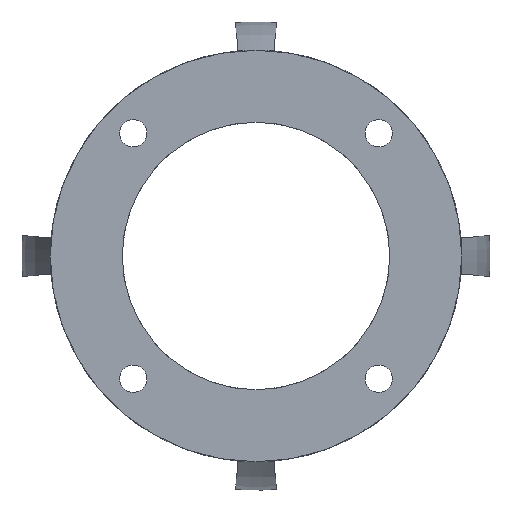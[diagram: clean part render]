
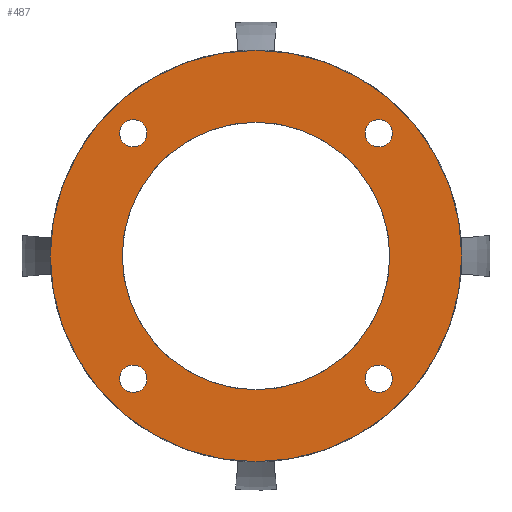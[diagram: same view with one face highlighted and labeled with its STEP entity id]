
A CAD part, front view. The second image highlights one B-rep face of the part: STEP entity #487.
In plain terms, the highlighted planar face has unit normal (0, -1, 0).
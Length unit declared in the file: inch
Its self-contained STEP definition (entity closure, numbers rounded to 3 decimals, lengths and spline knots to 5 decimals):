
#7 = VERTEX_POINT ( 'NONE', #17 ) ;
#12 = AXIS2_PLACEMENT_3D ( 'NONE', #21, #853, #1129 ) ;
#13 = CARTESIAN_POINT ( 'NONE',  ( -1.19324, 0., 1.32624 ) ) ;
#17 = CARTESIAN_POINT ( 'NONE',  ( -1.06024, 0., -1.19324 ) ) ;
#18 = AXIS2_PLACEMENT_3D ( 'NONE', #205, #770, #579 ) ;
#21 = CARTESIAN_POINT ( 'NONE',  ( 0., 0., 0. ) ) ;
#24 = DIRECTION ( 'NONE',  ( 0., 1., 0. ) ) ;
#61 = VERTEX_POINT ( 'NONE', #472 ) ;
#62 = EDGE_CURVE ( 'NONE', #1082, #449, #78, .T. ) ;
#63 = EDGE_CURVE ( 'NONE', #644, #514, #345, .T. ) ;
#78 = CIRCLE ( 'NONE', #862, 2. ) ;
#84 = EDGE_CURVE ( 'NONE', #506, #1077, #754, .T. ) ;
#88 = FACE_BOUND ( 'NONE', #611, .T. ) ;
#103 = EDGE_CURVE ( 'NONE', #514, #644, #443, .T. ) ;
#110 = DIRECTION ( 'NONE',  ( 0., 0., -1. ) ) ;
#123 = CARTESIAN_POINT ( 'NONE',  ( 1.32624, 0., 1.19324 ) ) ;
#124 = DIRECTION ( 'NONE',  ( 0., 1., 0. ) ) ;
#126 = CIRCLE ( 'NONE', #204, 0.133 ) ;
#128 = CARTESIAN_POINT ( 'NONE',  ( 0., 0., -2. ) ) ;
#147 = ORIENTED_EDGE ( 'NONE', *, *, #524, .T. ) ;
#153 = EDGE_CURVE ( 'NONE', #449, #1082, #228, .T. ) ;
#176 = FACE_BOUND ( 'NONE', #1109, .T. ) ;
#185 = CIRCLE ( 'NONE', #821, 0.133 ) ;
#200 = DIRECTION ( 'NONE',  ( 0., -1., 0. ) ) ;
#204 = AXIS2_PLACEMENT_3D ( 'NONE', #476, #124, #1134 ) ;
#205 = CARTESIAN_POINT ( 'NONE',  ( 1.19324, 0., 1.19324 ) ) ;
#210 = DIRECTION ( 'NONE',  ( 0., 1., 0. ) ) ;
#213 = DIRECTION ( 'NONE',  ( 0., -1., 0. ) ) ;
#228 = CIRCLE ( 'NONE', #350, 2. ) ;
#259 = CIRCLE ( 'NONE', #508, 0.133 ) ;
#270 = FACE_OUTER_BOUND ( 'NONE', #698, .T. ) ;
#281 = VERTEX_POINT ( 'NONE', #727 ) ;
#303 = DIRECTION ( 'NONE',  ( 0., 0., -1. ) ) ;
#321 = ORIENTED_EDGE ( 'NONE', *, *, #1016, .F. ) ;
#331 = CIRCLE ( 'NONE', #557, 0.133 ) ;
#345 = CIRCLE ( 'NONE', #18, 0.133 ) ;
#350 = AXIS2_PLACEMENT_3D ( 'NONE', #665, #1117, #840 ) ;
#373 = CARTESIAN_POINT ( 'NONE',  ( -1.32624, 0., -1.19324 ) ) ;
#417 = ORIENTED_EDGE ( 'NONE', *, *, #587, .F. ) ;
#418 = CARTESIAN_POINT ( 'NONE',  ( 0., 0., -1.3 ) ) ;
#425 = CARTESIAN_POINT ( 'NONE',  ( -1.3, 0., 0. ) ) ;
#428 = CIRCLE ( 'NONE', #12, 1.3 ) ;
#442 = ORIENTED_EDGE ( 'NONE', *, *, #62, .T. ) ;
#443 = CIRCLE ( 'NONE', #655, 0.133 ) ;
#449 = VERTEX_POINT ( 'NONE', #711 ) ;
#451 = FACE_BOUND ( 'NONE', #932, .T. ) ;
#472 = CARTESIAN_POINT ( 'NONE',  ( 0., 0., 1.3 ) ) ;
#476 = CARTESIAN_POINT ( 'NONE',  ( -1.19324, 0., -1.19324 ) ) ;
#487 = ADVANCED_FACE ( 'NONE', ( #176, #529, #451, #542, #88, #270 ), #641, .F. ) ;
#506 = VERTEX_POINT ( 'NONE', #13 ) ;
#508 = AXIS2_PLACEMENT_3D ( 'NONE', #1061, #1068, #1184 ) ;
#514 = VERTEX_POINT ( 'NONE', #664 ) ;
#524 = EDGE_CURVE ( 'NONE', #1147, #281, #696, .T. ) ;
#529 = FACE_BOUND ( 'NONE', #1196, .T. ) ;
#541 = CIRCLE ( 'NONE', #597, 1.3 ) ;
#542 = FACE_BOUND ( 'NONE', #1051, .T. ) ;
#557 = AXIS2_PLACEMENT_3D ( 'NONE', #929, #749, #1045 ) ;
#561 = DIRECTION ( 'NONE',  ( 1., 0., 0. ) ) ;
#570 = DIRECTION ( 'NONE',  ( 0., 0., -1. ) ) ;
#572 = EDGE_CURVE ( 'NONE', #870, #7, #331, .T. ) ;
#579 = DIRECTION ( 'NONE',  ( 1., 0., 0. ) ) ;
#587 = EDGE_CURVE ( 'NONE', #61, #730, #541, .T. ) ;
#597 = AXIS2_PLACEMENT_3D ( 'NONE', #672, #213, #934 ) ;
#602 = ORIENTED_EDGE ( 'NONE', *, *, #967, .T. ) ;
#611 = EDGE_LOOP ( 'NONE', ( #321, #417 ) ) ;
#641 = PLANE ( 'NONE',  #1116 ) ;
#644 = VERTEX_POINT ( 'NONE', #123 ) ;
#655 = AXIS2_PLACEMENT_3D ( 'NONE', #848, #24, #561 ) ;
#658 = AXIS2_PLACEMENT_3D ( 'NONE', #1040, #1025, #570 ) ;
#664 = CARTESIAN_POINT ( 'NONE',  ( 1.06024, 0., 1.19324 ) ) ;
#665 = CARTESIAN_POINT ( 'NONE',  ( 0., 0., 0. ) ) ;
#672 = CARTESIAN_POINT ( 'NONE',  ( 0., 0., 0. ) ) ;
#692 = AXIS2_PLACEMENT_3D ( 'NONE', #1130, #854, #1052 ) ;
#696 = CIRCLE ( 'NONE', #658, 0.133 ) ;
#698 = EDGE_LOOP ( 'NONE', ( #442, #970 ) ) ;
#711 = CARTESIAN_POINT ( 'NONE',  ( 0., 0., 2. ) ) ;
#727 = CARTESIAN_POINT ( 'NONE',  ( 1.19324, 0., -1.32624 ) ) ;
#730 = VERTEX_POINT ( 'NONE', #418 ) ;
#731 = ORIENTED_EDGE ( 'NONE', *, *, #103, .T. ) ;
#749 = DIRECTION ( 'NONE',  ( 0., 1., 0. ) ) ;
#754 = CIRCLE ( 'NONE', #692, 0.133 ) ;
#760 = CARTESIAN_POINT ( 'NONE',  ( 0., 0., 0. ) ) ;
#770 = DIRECTION ( 'NONE',  ( 0., 1., 0. ) ) ;
#797 = DIRECTION ( 'NONE',  ( 0., 0., 1. ) ) ;
#821 = AXIS2_PLACEMENT_3D ( 'NONE', #1050, #210, #303 ) ;
#840 = DIRECTION ( 'NONE',  ( 0., 0., -1. ) ) ;
#848 = CARTESIAN_POINT ( 'NONE',  ( 1.19324, 0., 1.19324 ) ) ;
#853 = DIRECTION ( 'NONE',  ( 0., -1., 0. ) ) ;
#854 = DIRECTION ( 'NONE',  ( 0., 1., 0. ) ) ;
#862 = AXIS2_PLACEMENT_3D ( 'NONE', #760, #200, #110 ) ;
#870 = VERTEX_POINT ( 'NONE', #373 ) ;
#883 = ORIENTED_EDGE ( 'NONE', *, *, #63, .T. ) ;
#906 = ORIENTED_EDGE ( 'NONE', *, *, #572, .T. ) ;
#929 = CARTESIAN_POINT ( 'NONE',  ( -1.19324, 0., -1.19324 ) ) ;
#932 = EDGE_LOOP ( 'NONE', ( #906, #602 ) ) ;
#934 = DIRECTION ( 'NONE',  ( 0., 0., -1. ) ) ;
#964 = ORIENTED_EDGE ( 'NONE', *, *, #1138, .T. ) ;
#967 = EDGE_CURVE ( 'NONE', #7, #870, #126, .T. ) ;
#970 = ORIENTED_EDGE ( 'NONE', *, *, #153, .T. ) ;
#978 = EDGE_CURVE ( 'NONE', #281, #1147, #185, .T. ) ;
#1016 = EDGE_CURVE ( 'NONE', #730, #61, #428, .T. ) ;
#1018 = DIRECTION ( 'NONE',  ( 0., 1., 0. ) ) ;
#1025 = DIRECTION ( 'NONE',  ( 0., 1., 0. ) ) ;
#1040 = CARTESIAN_POINT ( 'NONE',  ( 1.19324, 0., -1.19324 ) ) ;
#1045 = DIRECTION ( 'NONE',  ( -1., 0., 0. ) ) ;
#1050 = CARTESIAN_POINT ( 'NONE',  ( 1.19324, 0., -1.19324 ) ) ;
#1051 = EDGE_LOOP ( 'NONE', ( #1189, #964 ) ) ;
#1052 = DIRECTION ( 'NONE',  ( 0., 0., 1. ) ) ;
#1061 = CARTESIAN_POINT ( 'NONE',  ( -1.19324, 0., 1.19324 ) ) ;
#1068 = DIRECTION ( 'NONE',  ( 0., 1., 0. ) ) ;
#1077 = VERTEX_POINT ( 'NONE', #1149 ) ;
#1082 = VERTEX_POINT ( 'NONE', #128 ) ;
#1090 = ORIENTED_EDGE ( 'NONE', *, *, #978, .T. ) ;
#1109 = EDGE_LOOP ( 'NONE', ( #883, #731 ) ) ;
#1116 = AXIS2_PLACEMENT_3D ( 'NONE', #425, #1018, #797 ) ;
#1117 = DIRECTION ( 'NONE',  ( 0., -1., 0. ) ) ;
#1129 = DIRECTION ( 'NONE',  ( 0., 0., -1. ) ) ;
#1130 = CARTESIAN_POINT ( 'NONE',  ( -1.19324, 0., 1.19324 ) ) ;
#1134 = DIRECTION ( 'NONE',  ( -1., 0., 0. ) ) ;
#1138 = EDGE_CURVE ( 'NONE', #1077, #506, #259, .T. ) ;
#1147 = VERTEX_POINT ( 'NONE', #1163 ) ;
#1149 = CARTESIAN_POINT ( 'NONE',  ( -1.19324, 0., 1.06024 ) ) ;
#1163 = CARTESIAN_POINT ( 'NONE',  ( 1.19324, 0., -1.06024 ) ) ;
#1184 = DIRECTION ( 'NONE',  ( 0., 0., 1. ) ) ;
#1189 = ORIENTED_EDGE ( 'NONE', *, *, #84, .T. ) ;
#1196 = EDGE_LOOP ( 'NONE', ( #1090, #147 ) ) ;
